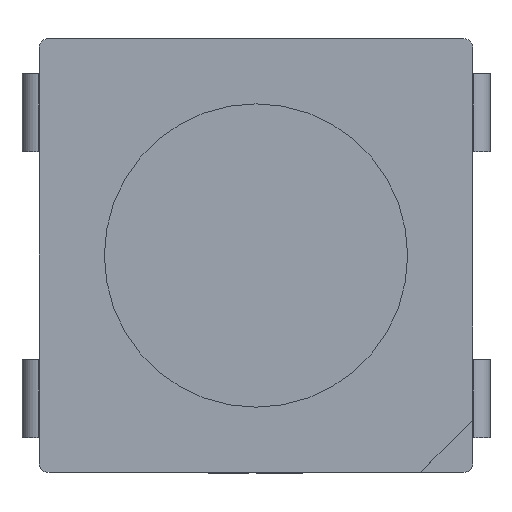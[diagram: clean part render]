
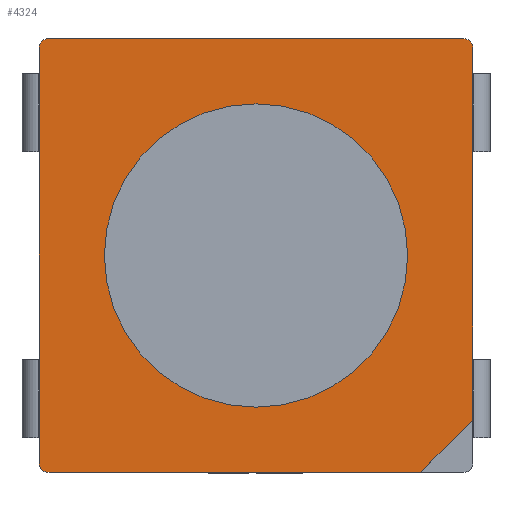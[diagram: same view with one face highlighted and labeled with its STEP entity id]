
A CAD part, top view. The second image highlights one B-rep face of the part: STEP entity #4324.
In plain terms, the highlighted planar face has unit normal (0, 0, 1).
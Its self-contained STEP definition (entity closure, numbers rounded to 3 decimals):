
#65 = AXIS2_PLACEMENT_3D ( 'NONE', #15074, #16445, #1161 ) ;
#107 = CIRCLE ( 'NONE', #14973, 0.1 ) ;
#194 = ORIENTED_EDGE ( 'NONE', *, *, #16674, .T. ) ;
#250 = CARTESIAN_POINT ( 'NONE',  ( -2.5, -2.5, 1.6 ) ) ;
#340 = LINE ( 'NONE', #250, #17593 ) ;
#941 = VERTEX_POINT ( 'NONE', #17148 ) ;
#1161 = DIRECTION ( 'NONE',  ( -1., 0., 0. ) ) ;
#1198 = EDGE_CURVE ( 'NONE', #2426, #5916, #4637, .T. ) ;
#1310 = VECTOR ( 'NONE', #4251, 1000. ) ;
#1491 = CIRCLE ( 'NONE', #11521, 1.75 ) ;
#1743 = PLANE ( 'NONE',  #13341 ) ;
#1878 = VERTEX_POINT ( 'NONE', #11154 ) ;
#1885 = DIRECTION ( 'NONE',  ( 0., -1., 0. ) ) ;
#2375 = CARTESIAN_POINT ( 'NONE',  ( -2.4, -2.5, 1.6 ) ) ;
#2426 = VERTEX_POINT ( 'NONE', #6856 ) ;
#2798 = CARTESIAN_POINT ( 'NONE',  ( 1.9, -2.5, 1.6 ) ) ;
#3244 = CARTESIAN_POINT ( 'NONE',  ( -1.75, 0., 1.6 ) ) ;
#3268 = CIRCLE ( 'NONE', #10129, 1.75 ) ;
#3291 = FACE_OUTER_BOUND ( 'NONE', #16851, .T. ) ;
#4251 = DIRECTION ( 'NONE',  ( 0., 1., 0. ) ) ;
#4324 = ADVANCED_FACE ( 'NONE', ( #6020, #3291 ), #1743, .F. ) ;
#4364 = DIRECTION ( 'NONE',  ( 1., 0., 0. ) ) ;
#4376 = CARTESIAN_POINT ( 'NONE',  ( 2.4, 2.5, 1.6 ) ) ;
#4631 = VECTOR ( 'NONE', #1885, 1000. ) ;
#4637 = LINE ( 'NONE', #12733, #14150 ) ;
#4937 = CARTESIAN_POINT ( 'NONE',  ( 0., 0., 1.6 ) ) ;
#5095 = DIRECTION ( 'NONE',  ( 0., 0., 1. ) ) ;
#5542 = VERTEX_POINT ( 'NONE', #2375 ) ;
#5824 = AXIS2_PLACEMENT_3D ( 'NONE', #15738, #5095, #9058 ) ;
#5916 = VERTEX_POINT ( 'NONE', #2798 ) ;
#5938 = EDGE_CURVE ( 'NONE', #16100, #7601, #13743, .T. ) ;
#5965 = DIRECTION ( 'NONE',  ( -1., 0., 0. ) ) ;
#6020 = FACE_BOUND ( 'NONE', #12358, .T. ) ;
#6054 = CARTESIAN_POINT ( 'NONE',  ( -2.4, 2.4, 1.6 ) ) ;
#6080 = ORIENTED_EDGE ( 'NONE', *, *, #5938, .T. ) ;
#6286 = EDGE_CURVE ( 'NONE', #5542, #5916, #340, .T. ) ;
#6856 = CARTESIAN_POINT ( 'NONE',  ( 2.5, -1.9, 1.6 ) ) ;
#7059 = VERTEX_POINT ( 'NONE', #8159 ) ;
#7278 = CIRCLE ( 'NONE', #5824, 0.1 ) ;
#7415 = DIRECTION ( 'NONE',  ( 0., 0., 1. ) ) ;
#7510 = EDGE_CURVE ( 'NONE', #7601, #5542, #15283, .T. ) ;
#7601 = VERTEX_POINT ( 'NONE', #11708 ) ;
#7981 = VERTEX_POINT ( 'NONE', #4376 ) ;
#8159 = CARTESIAN_POINT ( 'NONE',  ( -2.4, 2.5, 1.6 ) ) ;
#8162 = ORIENTED_EDGE ( 'NONE', *, *, #1198, .F. ) ;
#8664 = DIRECTION ( 'NONE',  ( 1., 0., 0. ) ) ;
#8782 = DIRECTION ( 'NONE',  ( -1., 0., 0. ) ) ;
#9028 = ORIENTED_EDGE ( 'NONE', *, *, #10407, .F. ) ;
#9042 = DIRECTION ( 'NONE',  ( 0., 0., 1. ) ) ;
#9058 = DIRECTION ( 'NONE',  ( -1., 0., 0. ) ) ;
#9087 = DIRECTION ( 'NONE',  ( 1., 0., 0. ) ) ;
#9153 = ORIENTED_EDGE ( 'NONE', *, *, #11967, .F. ) ;
#10129 = AXIS2_PLACEMENT_3D ( 'NONE', #11367, #7415, #8664 ) ;
#10140 = CARTESIAN_POINT ( 'NONE',  ( -2.5, -2.5, 1.6 ) ) ;
#10216 = CARTESIAN_POINT ( 'NONE',  ( -2.5, 2.5, 1.6 ) ) ;
#10407 = EDGE_CURVE ( 'NONE', #1878, #15054, #1491, .T. ) ;
#10813 = EDGE_CURVE ( 'NONE', #7059, #16100, #107, .T. ) ;
#10970 = DIRECTION ( 'NONE',  ( 0., 0., -1. ) ) ;
#11154 = CARTESIAN_POINT ( 'NONE',  ( 1.75, 0., 1.6 ) ) ;
#11367 = CARTESIAN_POINT ( 'NONE',  ( 0., 0., 1.6 ) ) ;
#11521 = AXIS2_PLACEMENT_3D ( 'NONE', #4937, #16053, #9087 ) ;
#11708 = CARTESIAN_POINT ( 'NONE',  ( -2.5, -2.4, 1.6 ) ) ;
#11967 = EDGE_CURVE ( 'NONE', #15054, #1878, #3268, .T. ) ;
#12251 = EDGE_CURVE ( 'NONE', #941, #7981, #7278, .T. ) ;
#12296 = ORIENTED_EDGE ( 'NONE', *, *, #12251, .T. ) ;
#12358 = EDGE_LOOP ( 'NONE', ( #9028, #9153 ) ) ;
#12733 = CARTESIAN_POINT ( 'NONE',  ( 2.5, -1.9, 1.6 ) ) ;
#13341 = AXIS2_PLACEMENT_3D ( 'NONE', #13766, #10970, #16510 ) ;
#13434 = ORIENTED_EDGE ( 'NONE', *, *, #6286, .T. ) ;
#13526 = ORIENTED_EDGE ( 'NONE', *, *, #13826, .T. ) ;
#13743 = LINE ( 'NONE', #10140, #4631 ) ;
#13766 = CARTESIAN_POINT ( 'NONE',  ( 0., 0., 1.6 ) ) ;
#13826 = EDGE_CURVE ( 'NONE', #2426, #941, #13959, .T. ) ;
#13959 = LINE ( 'NONE', #14127, #1310 ) ;
#14127 = CARTESIAN_POINT ( 'NONE',  ( 2.5, -2.5, 1.6 ) ) ;
#14150 = VECTOR ( 'NONE', #16823, 1000. ) ;
#14244 = ORIENTED_EDGE ( 'NONE', *, *, #10813, .T. ) ;
#14545 = LINE ( 'NONE', #10216, #17502 ) ;
#14973 = AXIS2_PLACEMENT_3D ( 'NONE', #6054, #9042, #5965 ) ;
#15054 = VERTEX_POINT ( 'NONE', #3244 ) ;
#15074 = CARTESIAN_POINT ( 'NONE',  ( -2.4, -2.4, 1.6 ) ) ;
#15283 = CIRCLE ( 'NONE', #65, 0.1 ) ;
#15298 = ORIENTED_EDGE ( 'NONE', *, *, #7510, .T. ) ;
#15738 = CARTESIAN_POINT ( 'NONE',  ( 2.4, 2.4, 1.6 ) ) ;
#16053 = DIRECTION ( 'NONE',  ( 0., 0., 1. ) ) ;
#16100 = VERTEX_POINT ( 'NONE', #17417 ) ;
#16445 = DIRECTION ( 'NONE',  ( 0., 0., 1. ) ) ;
#16510 = DIRECTION ( 'NONE',  ( -1., 0., 0. ) ) ;
#16674 = EDGE_CURVE ( 'NONE', #7981, #7059, #14545, .T. ) ;
#16823 = DIRECTION ( 'NONE',  ( -0.707, -0.707, 0. ) ) ;
#16851 = EDGE_LOOP ( 'NONE', ( #13526, #12296, #194, #14244, #6080, #15298, #13434, #8162 ) ) ;
#17148 = CARTESIAN_POINT ( 'NONE',  ( 2.5, 2.4, 1.6 ) ) ;
#17417 = CARTESIAN_POINT ( 'NONE',  ( -2.5, 2.4, 1.6 ) ) ;
#17502 = VECTOR ( 'NONE', #8782, 1000. ) ;
#17593 = VECTOR ( 'NONE', #4364, 1000. ) ;
